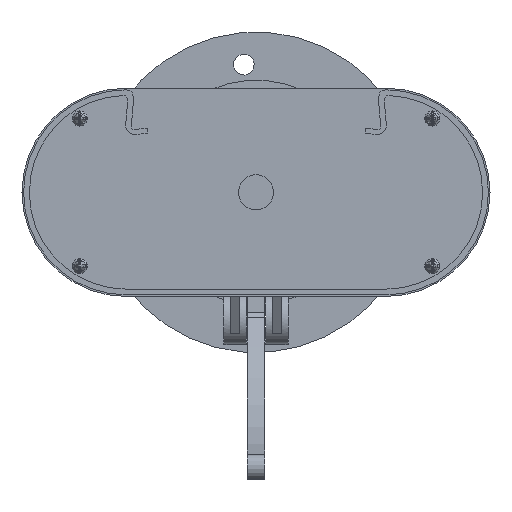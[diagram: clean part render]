
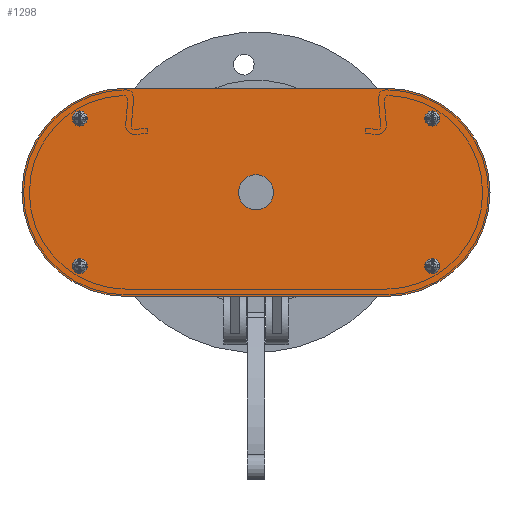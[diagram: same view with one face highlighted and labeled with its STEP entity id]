
A CAD part, front view. The second image highlights one B-rep face of the part: STEP entity #1298.
In plain terms, the highlighted planar face has unit normal (0, -1, 0).
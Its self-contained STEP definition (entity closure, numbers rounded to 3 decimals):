
#174 = CARTESIAN_POINT ( 'NONE',  ( -55., -3., 23. ) ) ;
#511 = AXIS2_PLACEMENT_3D ( 'NONE', #6634, #4943, #4566 ) ;
#710 = DIRECTION ( 'NONE',  ( 0., -1., 0. ) ) ;
#720 = CARTESIAN_POINT ( 'NONE',  ( 0., -3., 5.5 ) ) ;
#748 = AXIS2_PLACEMENT_3D ( 'NONE', #6553, #5183, #9365 ) ;
#781 = CIRCLE ( 'NONE', #6729, 2.4 ) ;
#887 = CARTESIAN_POINT ( 'NONE',  ( -55., -3., -25.4 ) ) ;
#955 = VERTEX_POINT ( 'NONE', #9917 ) ;
#1118 = CARTESIAN_POINT ( 'NONE',  ( -40.5, -3., 32.5 ) ) ;
#1239 = DIRECTION ( 'NONE',  ( 0., 0., -1. ) ) ;
#1298 = ADVANCED_FACE ( 'NONE', ( #8342, #8597, #8322, #8201, #8190, #8175 ), #4499, .T. ) ;
#1309 = CARTESIAN_POINT ( 'NONE',  ( -40.5, -3., -32.5 ) ) ;
#1356 = EDGE_LOOP ( 'NONE', ( #4797, #6297 ) ) ;
#1514 = CIRCLE ( 'NONE', #5943, 2.4 ) ;
#1569 = EDGE_LOOP ( 'NONE', ( #3955, #3911 ) ) ;
#1593 = VERTEX_POINT ( 'NONE', #8564 ) ;
#1603 = ORIENTED_EDGE ( 'NONE', *, *, #3999, .F. ) ;
#1632 = DIRECTION ( 'NONE',  ( 0., -1., 0. ) ) ;
#1749 = DIRECTION ( 'NONE',  ( 0., 0., -1. ) ) ;
#1828 = CARTESIAN_POINT ( 'NONE',  ( 0., -3., 0. ) ) ;
#1879 = CARTESIAN_POINT ( 'NONE',  ( 40.5, -3., 0. ) ) ;
#2095 = AXIS2_PLACEMENT_3D ( 'NONE', #4535, #4504, #4491 ) ;
#2128 = ORIENTED_EDGE ( 'NONE', *, *, #3638, .F. ) ;
#2240 = ORIENTED_EDGE ( 'NONE', *, *, #4922, .F. ) ;
#2245 = DIRECTION ( 'NONE',  ( 0., 0., 1. ) ) ;
#2291 = EDGE_CURVE ( 'NONE', #3212, #1593, #8194, .T. ) ;
#2457 = CARTESIAN_POINT ( 'NONE',  ( 55., -3., -23. ) ) ;
#2559 = DIRECTION ( 'NONE',  ( 0., -1., 0. ) ) ;
#2592 = DIRECTION ( 'NONE',  ( 0., -1., 0. ) ) ;
#2747 = EDGE_CURVE ( 'NONE', #5565, #10015, #5381, .T. ) ;
#2763 = ORIENTED_EDGE ( 'NONE', *, *, #4107, .F. ) ;
#2953 = VERTEX_POINT ( 'NONE', #8604 ) ;
#3212 = VERTEX_POINT ( 'NONE', #8149 ) ;
#3227 = EDGE_CURVE ( 'NONE', #5092, #10459, #1514, .T. ) ;
#3398 = EDGE_CURVE ( 'NONE', #955, #6237, #8393, .T. ) ;
#3410 = AXIS2_PLACEMENT_3D ( 'NONE', #11346, #9872, #9341 ) ;
#3490 = CARTESIAN_POINT ( 'NONE',  ( -55., -3., -23. ) ) ;
#3505 = CARTESIAN_POINT ( 'NONE',  ( 55., -3., -25.4 ) ) ;
#3638 = EDGE_CURVE ( 'NONE', #5000, #4141, #9352, .T. ) ;
#3832 = DIRECTION ( 'NONE',  ( 0., 0., -1. ) ) ;
#3834 = AXIS2_PLACEMENT_3D ( 'NONE', #1879, #2592, #1239 ) ;
#3835 = AXIS2_PLACEMENT_3D ( 'NONE', #1828, #1632, #1749 ) ;
#3896 = ORIENTED_EDGE ( 'NONE', *, *, #4511, .F. ) ;
#3911 = ORIENTED_EDGE ( 'NONE', *, *, #2291, .F. ) ;
#3923 = CARTESIAN_POINT ( 'NONE',  ( 55., -3., -23. ) ) ;
#3955 = ORIENTED_EDGE ( 'NONE', *, *, #4551, .F. ) ;
#3999 = EDGE_CURVE ( 'NONE', #10774, #2953, #10064, .T. ) ;
#4107 = EDGE_CURVE ( 'NONE', #8268, #10774, #9898, .T. ) ;
#4141 = VERTEX_POINT ( 'NONE', #8051 ) ;
#4321 = CARTESIAN_POINT ( 'NONE',  ( 55., -3., 23. ) ) ;
#4405 = EDGE_CURVE ( 'NONE', #6671, #8268, #8701, .T. ) ;
#4491 = DIRECTION ( 'NONE',  ( 0., 0., -1. ) ) ;
#4499 = PLANE ( 'NONE',  #3834 ) ;
#4504 = DIRECTION ( 'NONE',  ( 0., 1., 0. ) ) ;
#4511 = EDGE_CURVE ( 'NONE', #2953, #6671, #8170, .T. ) ;
#4535 = CARTESIAN_POINT ( 'NONE',  ( 40.5, -3., 0. ) ) ;
#4551 = EDGE_CURVE ( 'NONE', #1593, #3212, #8039, .T. ) ;
#4566 = DIRECTION ( 'NONE',  ( 0., 0., 1. ) ) ;
#4592 = AXIS2_PLACEMENT_3D ( 'NONE', #10219, #10648, #10503 ) ;
#4710 = ORIENTED_EDGE ( 'NONE', *, *, #4405, .F. ) ;
#4752 = EDGE_CURVE ( 'NONE', #10015, #5565, #781, .T. ) ;
#4797 = ORIENTED_EDGE ( 'NONE', *, *, #4752, .F. ) ;
#4813 = EDGE_CURVE ( 'NONE', #10459, #5092, #8814, .T. ) ;
#4852 = EDGE_CURVE ( 'NONE', #6237, #955, #10639, .T. ) ;
#4922 = EDGE_CURVE ( 'NONE', #4141, #5000, #11135, .T. ) ;
#4943 = DIRECTION ( 'NONE',  ( 0., -1., 0. ) ) ;
#5000 = VERTEX_POINT ( 'NONE', #720 ) ;
#5002 = DIRECTION ( 'NONE',  ( 0., -1., 0. ) ) ;
#5041 = AXIS2_PLACEMENT_3D ( 'NONE', #174, #2559, #7808 ) ;
#5092 = VERTEX_POINT ( 'NONE', #11023 ) ;
#5183 = DIRECTION ( 'NONE',  ( 0., 1., 0. ) ) ;
#5381 = CIRCLE ( 'NONE', #8075, 2.4 ) ;
#5453 = EDGE_LOOP ( 'NONE', ( #8611, #10407 ) ) ;
#5565 = VERTEX_POINT ( 'NONE', #9582 ) ;
#5687 = DIRECTION ( 'NONE',  ( 0., 0., -1. ) ) ;
#5940 = EDGE_LOOP ( 'NONE', ( #2240, #2128 ) ) ;
#5943 = AXIS2_PLACEMENT_3D ( 'NONE', #3490, #6210, #2245 ) ;
#6107 = CARTESIAN_POINT ( 'NONE',  ( -55., -3., 20.6 ) ) ;
#6210 = DIRECTION ( 'NONE',  ( 0., -1., 0. ) ) ;
#6237 = VERTEX_POINT ( 'NONE', #6107 ) ;
#6297 = ORIENTED_EDGE ( 'NONE', *, *, #2747, .F. ) ;
#6322 = DIRECTION ( 'NONE',  ( 0., 0., 1. ) ) ;
#6553 = CARTESIAN_POINT ( 'NONE',  ( -40.5, -3., 0. ) ) ;
#6634 = CARTESIAN_POINT ( 'NONE',  ( 55., -3., 23. ) ) ;
#6671 = VERTEX_POINT ( 'NONE', #1309 ) ;
#6729 = AXIS2_PLACEMENT_3D ( 'NONE', #3923, #7624, #5687 ) ;
#6902 = ORIENTED_EDGE ( 'NONE', *, *, #4813, .F. ) ;
#7264 = EDGE_LOOP ( 'NONE', ( #1603, #2763, #4710, #3896 ) ) ;
#7624 = DIRECTION ( 'NONE',  ( 0., -1., 0. ) ) ;
#7632 = DIRECTION ( 'NONE',  ( -1., 0., 0. ) ) ;
#7645 = DIRECTION ( 'NONE',  ( 0., -1., 0. ) ) ;
#7776 = CARTESIAN_POINT ( 'NONE',  ( 0., -3., 0. ) ) ;
#7808 = DIRECTION ( 'NONE',  ( 0., 0., -1. ) ) ;
#7828 = EDGE_LOOP ( 'NONE', ( #6902, #8732 ) ) ;
#8029 = CARTESIAN_POINT ( 'NONE',  ( -40.5, -3., 32.5 ) ) ;
#8039 = CIRCLE ( 'NONE', #511, 2.4 ) ;
#8051 = CARTESIAN_POINT ( 'NONE',  ( 0., -3., -5.5 ) ) ;
#8075 = AXIS2_PLACEMENT_3D ( 'NONE', #2457, #5002, #3832 ) ;
#8110 = DIRECTION ( 'NONE',  ( 1., 0., 0. ) ) ;
#8149 = CARTESIAN_POINT ( 'NONE',  ( 55., -3., 25.4 ) ) ;
#8170 = LINE ( 'NONE', #10915, #10600 ) ;
#8175 = FACE_OUTER_BOUND ( 'NONE', #7264, .T. ) ;
#8190 = FACE_BOUND ( 'NONE', #5940, .T. ) ;
#8194 = CIRCLE ( 'NONE', #10323, 2.4 ) ;
#8201 = FACE_BOUND ( 'NONE', #5453, .T. ) ;
#8268 = VERTEX_POINT ( 'NONE', #1118 ) ;
#8318 = CARTESIAN_POINT ( 'NONE',  ( 40.5, -3., 32.5 ) ) ;
#8322 = FACE_BOUND ( 'NONE', #7828, .T. ) ;
#8342 = FACE_BOUND ( 'NONE', #1569, .T. ) ;
#8393 = CIRCLE ( 'NONE', #5041, 2.4 ) ;
#8545 = DIRECTION ( 'NONE',  ( 0., 0., -1. ) ) ;
#8564 = CARTESIAN_POINT ( 'NONE',  ( 55., -3., 20.6 ) ) ;
#8597 = FACE_BOUND ( 'NONE', #1356, .T. ) ;
#8604 = CARTESIAN_POINT ( 'NONE',  ( 40.5, -3., -32.5 ) ) ;
#8611 = ORIENTED_EDGE ( 'NONE', *, *, #4852, .F. ) ;
#8701 = CIRCLE ( 'NONE', #748, 32.5 ) ;
#8732 = ORIENTED_EDGE ( 'NONE', *, *, #3227, .F. ) ;
#8814 = CIRCLE ( 'NONE', #4592, 2.4 ) ;
#9341 = DIRECTION ( 'NONE',  ( 0., 0., -1. ) ) ;
#9352 = CIRCLE ( 'NONE', #3835, 5.5 ) ;
#9365 = DIRECTION ( 'NONE',  ( 0., 0., 1. ) ) ;
#9582 = CARTESIAN_POINT ( 'NONE',  ( 55., -3., -20.6 ) ) ;
#9872 = DIRECTION ( 'NONE',  ( 0., -1., 0. ) ) ;
#9898 = LINE ( 'NONE', #8029, #9951 ) ;
#9917 = CARTESIAN_POINT ( 'NONE',  ( -55., -3., 25.4 ) ) ;
#9951 = VECTOR ( 'NONE', #8110, 1000. ) ;
#10015 = VERTEX_POINT ( 'NONE', #3505 ) ;
#10064 = CIRCLE ( 'NONE', #2095, 32.5 ) ;
#10219 = CARTESIAN_POINT ( 'NONE',  ( -55., -3., -23. ) ) ;
#10323 = AXIS2_PLACEMENT_3D ( 'NONE', #4321, #710, #6322 ) ;
#10407 = ORIENTED_EDGE ( 'NONE', *, *, #3398, .F. ) ;
#10459 = VERTEX_POINT ( 'NONE', #887 ) ;
#10503 = DIRECTION ( 'NONE',  ( 0., 0., 1. ) ) ;
#10600 = VECTOR ( 'NONE', #7632, 1000. ) ;
#10639 = CIRCLE ( 'NONE', #3410, 2.4 ) ;
#10648 = DIRECTION ( 'NONE',  ( 0., -1., 0. ) ) ;
#10774 = VERTEX_POINT ( 'NONE', #8318 ) ;
#10915 = CARTESIAN_POINT ( 'NONE',  ( -40.5, -3., -32.5 ) ) ;
#11023 = CARTESIAN_POINT ( 'NONE',  ( -55., -3., -20.6 ) ) ;
#11135 = CIRCLE ( 'NONE', #11204, 5.5 ) ;
#11204 = AXIS2_PLACEMENT_3D ( 'NONE', #7776, #7645, #8545 ) ;
#11346 = CARTESIAN_POINT ( 'NONE',  ( -55., -3., 23. ) ) ;
